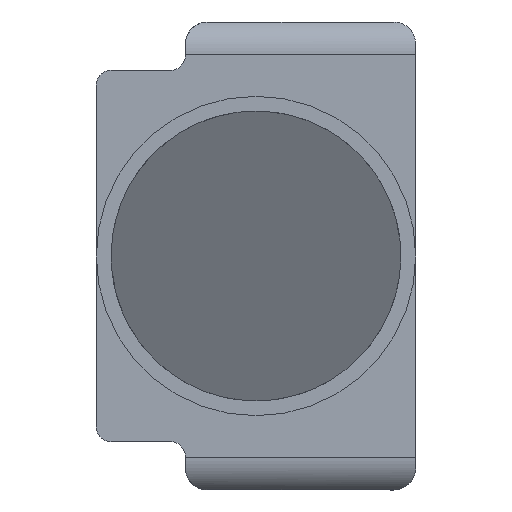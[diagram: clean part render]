
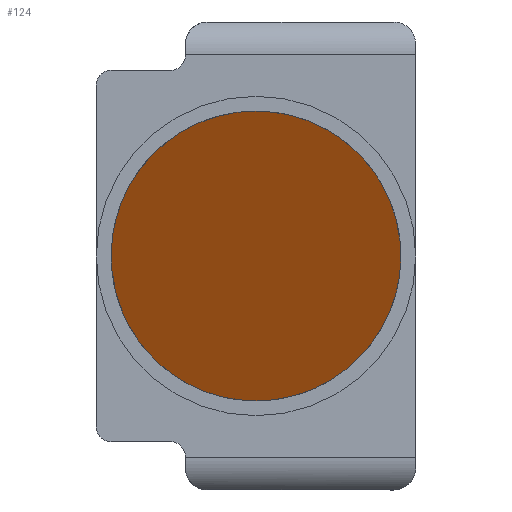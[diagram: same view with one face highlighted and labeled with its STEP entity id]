
A CAD part, left-side view. The second image highlights one B-rep face of the part: STEP entity #124.
In plain terms, the highlighted free-form (B-spline) face has degree [1, 1] with [3, 2] control points.
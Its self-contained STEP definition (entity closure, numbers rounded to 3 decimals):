
#15 = CARTESIAN_POINT ( 'NONE',  ( -32.781, 0.199, 0.236 ) ) ;
#25 = CARTESIAN_POINT ( 'NONE',  ( -31.586, 2.825, -1.834 ) ) ;
#26 = CARTESIAN_POINT ( 'NONE',  ( -32.174, 0.375, -0.817 ) ) ;
#33 = CARTESIAN_POINT ( 'NONE',  ( -32.924, 4.055, 0.483 ) ) ;
#35 = CARTESIAN_POINT ( 'NONE',  ( -31.503, 4.123, -1.978 ) ) ;
#39 = CARTESIAN_POINT ( 'NONE',  ( -33.642, 3.067, 1.726 ) ) ;
#40 = CARTESIAN_POINT ( 'NONE',  ( -31.687, 1.118, -1.659 ) ) ;
#45 = EDGE_LOOP ( 'NONE', ( #88, #290 ) ) ;
#87 = CARTESIAN_POINT ( 'NONE',  ( -33.763, 1.874, 1.935 ) ) ;
#88 = ORIENTED_EDGE ( 'NONE', *, *, #1483, .F. ) ;
#124 = ADVANCED_FACE ( 'NONE', ( #866 ), #1059, .T. ) ;
#182 = CARTESIAN_POINT ( 'NONE',  ( -31.777, 3.399, -1.503 ) ) ;
#242 = CARTESIAN_POINT ( 'NONE',  ( -33.73, 1.607, 1.878 ) ) ;
#248 = CARTESIAN_POINT ( 'NONE',  ( -33.771, 2.011, 1.95 ) ) ;
#290 = ORIENTED_EDGE ( 'NONE', *, *, #1074, .F. ) ;
#340 = CARTESIAN_POINT ( 'NONE',  ( -32.377, 4.059, -0.465 ) ) ;
#377 = B_SPLINE_CURVE_WITH_KNOTS ( 'NONE', 3,
 ( #1406, #248, #87, #242, #1230, #698, #1078, #464, #900, #752, #444, #871, #15, #1173, #602, #26, #1600, #1753, #746, #1165, #1585, #40, #1182, #450, #738, #731, #1481, #1296 ),
 .UNSPECIFIED., .F., .F.,
 ( 4, 2, 2, 2, 2, 2, 2, 2, 2, 2, 2, 2, 2, 4 ),
 ( 0., 0., 0.001, 0.002, 0.002, 0.002, 0.003, 0.004, 0.005, 0.005, 0.005, 0.006, 0.006, 0.007 ),
 .UNSPECIFIED. ) ;
#444 = CARTESIAN_POINT ( 'NONE',  ( -33.115, 0.373, 0.813 ) ) ;
#450 = CARTESIAN_POINT ( 'NONE',  ( -31.586, 1.476, -1.835 ) ) ;
#463 = CARTESIAN_POINT ( 'NONE',  ( -31.989, 3.755, -1.136 ) ) ;
#464 = CARTESIAN_POINT ( 'NONE',  ( -33.358, 0.634, 1.234 ) ) ;
#470 = CARTESIAN_POINT ( 'NONE',  ( -33.183, 3.867, 0.932 ) ) ;
#593 = CARTESIAN_POINT ( 'NONE',  ( -31.519, 2.289, -1.95 ) ) ;
#602 = CARTESIAN_POINT ( 'NONE',  ( -32.369, 0.244, -0.478 ) ) ;
#609 = CARTESIAN_POINT ( 'NONE',  ( -32.113, 3.886, -0.922 ) ) ;
#618 = CARTESIAN_POINT ( 'NONE',  ( -31.528, 2.426, -1.935 ) ) ;
#698 = CARTESIAN_POINT ( 'NONE',  ( -33.61, 1.11, 1.671 ) ) ;
#731 = CARTESIAN_POINT ( 'NONE',  ( -31.528, 1.874, -1.935 ) ) ;
#738 = CARTESIAN_POINT ( 'NONE',  ( -31.561, 1.607, -1.878 ) ) ;
#746 = CARTESIAN_POINT ( 'NONE',  ( -31.932, 0.636, -1.235 ) ) ;
#752 = CARTESIAN_POINT ( 'NONE',  ( -33.178, 0.428, 0.923 ) ) ;
#755 = CARTESIAN_POINT ( 'NONE',  ( -31.519, 4.123, -1.95 ) ) ;
#757 = CARTESIAN_POINT ( 'NONE',  ( -33.604, 3.18, 1.661 ) ) ;
#783 = CARTESIAN_POINT ( 'NONE',  ( -33.771, 2.15, 1.95 ) ) ;
#866 = FACE_OUTER_BOUND ( 'NONE', #45, .T. ) ;
#871 = CARTESIAN_POINT ( 'NONE',  ( -32.917, 0.242, 0.471 ) ) ;
#882 = VERTEX_POINT ( 'NONE', #783 ) ;
#891 = CARTESIAN_POINT ( 'NONE',  ( -32.513, 4.101, -0.229 ) ) ;
#899 = CARTESIAN_POINT ( 'NONE',  ( -31.519, 2.15, -1.95 ) ) ;
#900 = CARTESIAN_POINT ( 'NONE',  ( -33.299, 0.558, 1.132 ) ) ;
#931 = B_SPLINE_CURVE_WITH_KNOTS ( 'NONE', 3,
 ( #899, #593, #618, #1324, #25, #1317, #1309, #182, #1031, #463, #609, #340, #891, #1303, #33, #1041, #470, #1157, #1025, #1480, #1611, #757, #39, #1164, #1331, #1046, #1186, #1488 ),
 .UNSPECIFIED., .F., .F.,
 ( 4, 2, 2, 2, 2, 2, 2, 2, 2, 2, 2, 2, 2, 4 ),
 ( 0.007, 0.007, 0.007, 0.008, 0.008, 0.009, 0.01, 0.011, 0.011, 0.012, 0.012, 0.012, 0.013, 0.013 ),
 .UNSPECIFIED. ) ;
#1015 = CARTESIAN_POINT ( 'NONE',  ( -31.519, 0.177, -1.95 ) ) ;
#1025 = CARTESIAN_POINT ( 'NONE',  ( -33.36, 3.662, 1.238 ) ) ;
#1031 = CARTESIAN_POINT ( 'NONE',  ( -31.827, 3.495, -1.417 ) ) ;
#1041 = CARTESIAN_POINT ( 'NONE',  ( -33.119, 3.923, 0.821 ) ) ;
#1046 = CARTESIAN_POINT ( 'NONE',  ( -33.763, 2.425, 1.935 ) ) ;
#1059 = B_SPLINE_SURFACE_WITH_KNOTS ( 'NONE', 1, 1, ( 
 ( #1739, #35 ),
 ( #1015, #755 ),
 ( #1734, #1604 ) ),
 .UNSPECIFIED., .F., .F., .F.,
 ( 2, 1, 2 ),
 ( 2, 2 ),
 ( -0.007, 0., 1. ),
 ( 0., 1. ),
 .UNSPECIFIED. ) ;
#1074 = EDGE_CURVE ( 'NONE', #882, #1669, #377, .T. ) ;
#1078 = CARTESIAN_POINT ( 'NONE',  ( -33.519, 0.894, 1.513 ) ) ;
#1157 = CARTESIAN_POINT ( 'NONE',  ( -33.303, 3.737, 1.14 ) ) ;
#1164 = CARTESIAN_POINT ( 'NONE',  ( -33.705, 2.822, 1.835 ) ) ;
#1165 = CARTESIAN_POINT ( 'NONE',  ( -31.825, 0.808, -1.421 ) ) ;
#1173 = CARTESIAN_POINT ( 'NONE',  ( -32.504, 0.201, -0.245 ) ) ;
#1182 = CARTESIAN_POINT ( 'NONE',  ( -31.649, 1.231, -1.725 ) ) ;
#1186 = CARTESIAN_POINT ( 'NONE',  ( -33.771, 2.289, 1.95 ) ) ;
#1230 = CARTESIAN_POINT ( 'NONE',  ( -33.705, 1.476, 1.835 ) ) ;
#1296 = CARTESIAN_POINT ( 'NONE',  ( -31.519, 2.15, -1.95 ) ) ;
#1303 = CARTESIAN_POINT ( 'NONE',  ( -32.79, 4.099, 0.251 ) ) ;
#1309 = CARTESIAN_POINT ( 'NONE',  ( -31.689, 3.187, -1.657 ) ) ;
#1317 = CARTESIAN_POINT ( 'NONE',  ( -31.65, 3.07, -1.724 ) ) ;
#1324 = CARTESIAN_POINT ( 'NONE',  ( -31.561, 2.694, -1.878 ) ) ;
#1331 = CARTESIAN_POINT ( 'NONE',  ( -33.73, 2.691, 1.878 ) ) ;
#1406 = CARTESIAN_POINT ( 'NONE',  ( -33.771, 2.15, 1.95 ) ) ;
#1480 = CARTESIAN_POINT ( 'NONE',  ( -33.467, 3.489, 1.423 ) ) ;
#1481 = CARTESIAN_POINT ( 'NONE',  ( -31.519, 2.011, -1.95 ) ) ;
#1483 = EDGE_CURVE ( 'NONE', #1669, #882, #931, .T. ) ;
#1488 = CARTESIAN_POINT ( 'NONE',  ( -33.771, 2.15, 1.95 ) ) ;
#1498 = CARTESIAN_POINT ( 'NONE',  ( -31.519, 2.15, -1.95 ) ) ;
#1585 = CARTESIAN_POINT ( 'NONE',  ( -31.775, 0.906, -1.508 ) ) ;
#1600 = CARTESIAN_POINT ( 'NONE',  ( -32.11, 0.43, -0.928 ) ) ;
#1604 = CARTESIAN_POINT ( 'NONE',  ( -33.771, 4.123, 1.95 ) ) ;
#1611 = CARTESIAN_POINT ( 'NONE',  ( -33.517, 3.391, 1.51 ) ) ;
#1669 = VERTEX_POINT ( 'NONE', #1498 ) ;
#1734 = CARTESIAN_POINT ( 'NONE',  ( -33.771, 0.177, 1.95 ) ) ;
#1739 = CARTESIAN_POINT ( 'NONE',  ( -31.503, 0.177, -1.978 ) ) ;
#1753 = CARTESIAN_POINT ( 'NONE',  ( -31.989, 0.561, -1.137 ) ) ;
